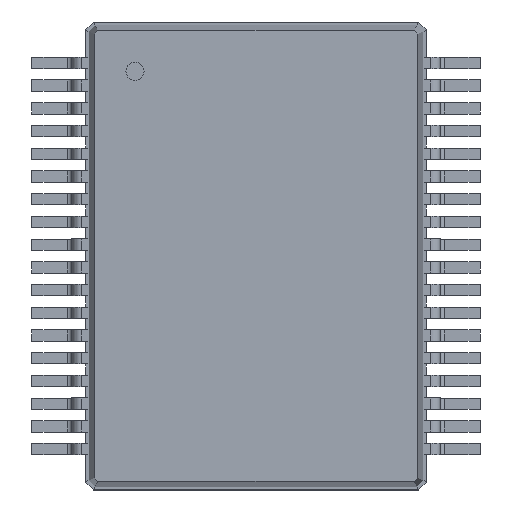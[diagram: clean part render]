
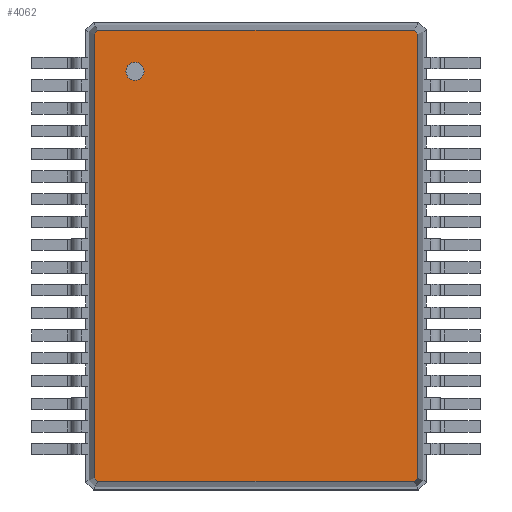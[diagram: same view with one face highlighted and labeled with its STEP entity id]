
A CAD part, top view. The second image highlights one B-rep face of the part: STEP entity #4062.
In plain terms, the highlighted planar face has unit normal (0, 0, 1).
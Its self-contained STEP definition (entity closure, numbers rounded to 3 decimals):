
#13=DIRECTION('',(0.,0.,1.));
#27=VECTOR('',#28,1.);
#28=DIRECTION('',(0.,-1.,0.));
#36=DIRECTION('',(0.,1.,0.));
#58=VECTOR('',#59,1.);
#59=DIRECTION('',(1.,0.,0.));
#130=VECTOR('',#131,1.);
#131=DIRECTION('',(-1.,0.,0.));
#501=VECTOR('',#502,1.);
#502=DIRECTION('',(0.707,-0.707,0.));
#508=VECTOR('',#509,1.);
#509=DIRECTION('',(-0.707,-0.707,0.));
#520=VECTOR('',#521,1.);
#521=DIRECTION('',(-0.707,0.707,0.));
#527=VECTOR('',#36,1.);
#531=VECTOR('',#532,1.);
#532=DIRECTION('',(0.707,0.707,0.));
#1398=VERTEX_POINT('',#1399);
#1399=CARTESIAN_POINT('',(3.564,-4.882,1.6));
#1401=ORIENTED_EDGE('',*,*,#1402,.F.);
#1402=EDGE_CURVE('',#1403,#1398,#1405,.T.);
#1403=VERTEX_POINT('',#1404);
#1404=CARTESIAN_POINT('',(3.564,4.882,1.6));
#1405=LINE('',#1404,#27);
#4053=ORIENTED_EDGE('',*,*,#4054,.F.);
#4054=EDGE_CURVE('',#4055,#1403,#4057,.T.);
#4055=VERTEX_POINT('',#4056);
#4056=CARTESIAN_POINT('',(3.482,4.964,1.6));
#4057=LINE('',#4056,#501);
#4062=ADVANCED_FACE('',(#4063,#4093),#4102,.T.);
#4063=FACE_BOUND('',#4064,.T.);
#4064=EDGE_LOOP('',(#4065,#4070,#4075,#4080,#4085,#4090,#1401,#4053));
#4065=ORIENTED_EDGE('',*,*,#4066,.F.);
#4066=EDGE_CURVE('',#4067,#4055,#4069,.T.);
#4067=VERTEX_POINT('',#4068);
#4068=CARTESIAN_POINT('',(-3.482,4.964,1.6));
#4069=LINE('',#4068,#58);
#4070=ORIENTED_EDGE('',*,*,#4071,.F.);
#4071=EDGE_CURVE('',#4072,#4067,#4074,.T.);
#4072=VERTEX_POINT('',#4073);
#4073=CARTESIAN_POINT('',(-3.564,4.882,1.6));
#4074=LINE('',#4073,#531);
#4075=ORIENTED_EDGE('',*,*,#4076,.F.);
#4076=EDGE_CURVE('',#4077,#4072,#4079,.T.);
#4077=VERTEX_POINT('',#4078);
#4078=CARTESIAN_POINT('',(-3.564,-4.882,1.6));
#4079=LINE('',#4078,#527);
#4080=ORIENTED_EDGE('',*,*,#4081,.F.);
#4081=EDGE_CURVE('',#4082,#4077,#4084,.T.);
#4082=VERTEX_POINT('',#4083);
#4083=CARTESIAN_POINT('',(-3.482,-4.964,1.6));
#4084=LINE('',#4083,#520);
#4085=ORIENTED_EDGE('',*,*,#4086,.F.);
#4086=EDGE_CURVE('',#4087,#4082,#4089,.T.);
#4087=VERTEX_POINT('',#4088);
#4088=CARTESIAN_POINT('',(3.482,-4.964,1.6));
#4089=LINE('',#4088,#130);
#4090=ORIENTED_EDGE('',*,*,#4091,.F.);
#4091=EDGE_CURVE('',#1398,#4087,#4092,.T.);
#4092=LINE('',#1399,#508);
#4093=FACE_BOUND('',#4094,.T.);
#4094=EDGE_LOOP('',(#4095));
#4095=ORIENTED_EDGE('',*,*,#4096,.F.);
#4096=EDGE_CURVE('',#4097,#4097,#4099,.T.);
#4097=VERTEX_POINT('',#4098);
#4098=CARTESIAN_POINT('',(-2.664,3.864,1.6));
#4099=CIRCLE('',#4100,0.2);
#4100=AXIS2_PLACEMENT_3D('',#4101,#13,#28);
#4101=CARTESIAN_POINT('',(-2.664,4.064,1.6));
#4102=PLANE('',#4103);
#4103=AXIS2_PLACEMENT_3D('',#4068,#13,#4104);
#4104=DIRECTION('',(0.574,-0.819,0.));
